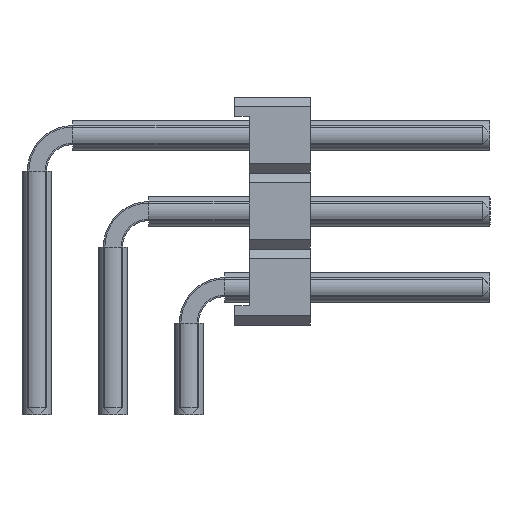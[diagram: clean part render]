
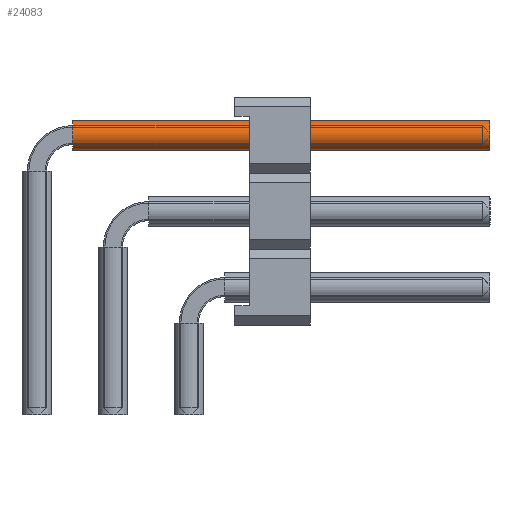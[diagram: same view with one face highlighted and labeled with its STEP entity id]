
A CAD part, left-side view. The second image highlights one B-rep face of the part: STEP entity #24083.
In plain terms, the highlighted cylindrical face has radius 0.5 mm (diameter 1 mm), a full revolution.
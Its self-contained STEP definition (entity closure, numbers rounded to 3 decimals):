
#12936=ORIENTED_EDGE('',*,*,#16456,.F.);
#12937=ORIENTED_EDGE('',*,*,#16457,.T.);
#16456=EDGE_CURVE('',#18776,#18776,#19708,.T.);
#16457=EDGE_CURVE('',#18777,#18777,#19709,.T.);
#18776=VERTEX_POINT('',#40105);
#18777=VERTEX_POINT('',#40107);
#19708=CIRCLE('',#26255,0.5);
#19709=CIRCLE('',#26256,0.5);
#21076=EDGE_LOOP('',(#12936));
#21077=EDGE_LOOP('',(#12937));
#22458=FACE_BOUND('',#21076,.T.);
#22459=FACE_BOUND('',#21077,.T.);
#22937=CYLINDRICAL_SURFACE('',#26254,0.5);
#24083=ADVANCED_FACE('',(#22458,#22459),#22937,.F.);
#26254=AXIS2_PLACEMENT_3D('',#40103,#32974,#32975);
#26255=AXIS2_PLACEMENT_3D('',#40104,#32976,#32977);
#26256=AXIS2_PLACEMENT_3D('',#40106,#32978,#32979);
#32974=DIRECTION('',(1.,0.,0.));
#32975=DIRECTION('',(0.,0.,-1.));
#32976=DIRECTION('',(-1.,0.,0.));
#32977=DIRECTION('',(0.,0.,1.));
#32978=DIRECTION('',(-1.,0.,0.));
#32979=DIRECTION('',(0.,0.,1.));
#40103=CARTESIAN_POINT('',(1.2,0.,9.35));
#40104=CARTESIAN_POINT('',(15.14,0.,9.35));
#40105=CARTESIAN_POINT('',(15.14,0.,9.85));
#40106=CARTESIAN_POINT('',(1.2,0.,9.35));
#40107=CARTESIAN_POINT('',(1.2,0.,9.85));
